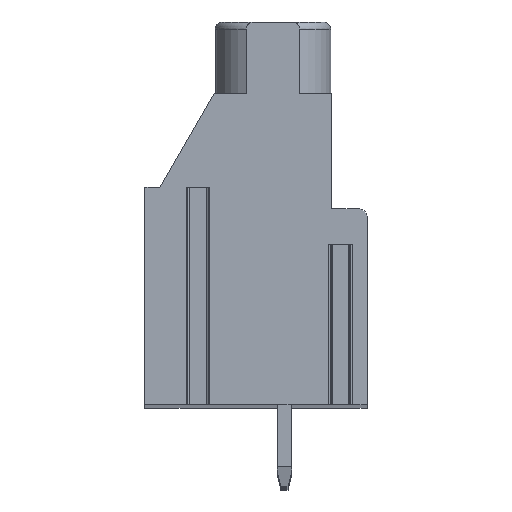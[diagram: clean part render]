
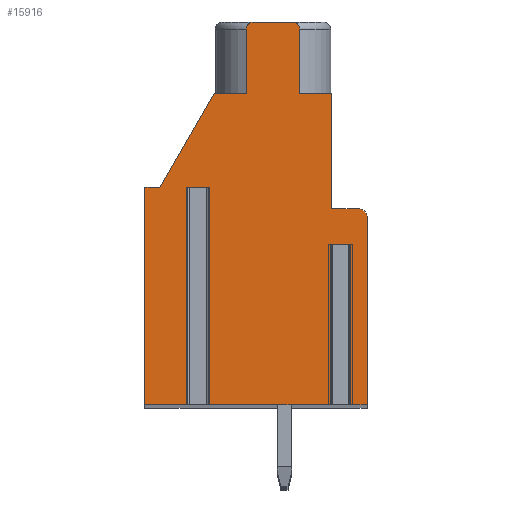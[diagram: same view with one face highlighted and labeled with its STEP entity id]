
A CAD part, top view. The second image highlights one B-rep face of the part: STEP entity #15916.
In plain terms, the highlighted planar face has unit normal (0, 0, 1).
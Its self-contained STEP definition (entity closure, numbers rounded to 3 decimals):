
#65=DIRECTION('',(-1.,0.,0.));
#66=VECTOR('',#65,1.146);
#67=CARTESIAN_POINT('',(-2.127,1.2,117.475));
#68=LINE('',#67,#66);
#69=DIRECTION('',(0.,-1.,0.));
#70=VECTOR('',#69,12.2);
#71=CARTESIAN_POINT('',(-3.273,1.2,117.475));
#72=LINE('',#71,#70);
#73=DIRECTION('',(1.,0.,0.));
#74=VECTOR('',#73,2.427);
#75=CARTESIAN_POINT('',(-5.7,-11.,117.475));
#76=LINE('',#75,#74);
#77=DIRECTION('',(0.,-1.,0.));
#78=VECTOR('',#77,12.2);
#79=CARTESIAN_POINT('',(-5.7,1.2,117.475));
#80=LINE('',#79,#78);
#81=DIRECTION('',(-1.,0.,0.));
#82=VECTOR('',#81,0.84);
#83=CARTESIAN_POINT('',(-4.86,1.2,117.475));
#84=LINE('',#83,#82);
#85=DIRECTION('',(-0.5,-0.866,0.));
#86=VECTOR('',#85,6.12);
#87=CARTESIAN_POINT('',(-1.8,6.5,117.475));
#88=LINE('',#87,#86);
#89=DIRECTION('',(-1.,0.,0.));
#90=VECTOR('',#89,1.8);
#91=CARTESIAN_POINT('',(0.,6.5,117.475));
#92=LINE('',#91,#90);
#93=DIRECTION('',(0.,-1.,0.));
#94=VECTOR('',#93,3.6);
#95=CARTESIAN_POINT('',(0.,10.1,117.475));
#96=LINE('',#95,#94);
#97=CARTESIAN_POINT('',(0.4,10.1,117.475));
#98=DIRECTION('',(0.,0.,1.));
#99=DIRECTION('',(0.,1.,0.));
#100=AXIS2_PLACEMENT_3D('',#97,#98,#99);
#102=DIRECTION('',(-1.,0.,0.));
#103=VECTOR('',#102,2.2);
#104=CARTESIAN_POINT('',(2.6,10.5,117.475));
#105=LINE('',#104,#103);
#106=CARTESIAN_POINT('',(2.6,10.1,117.475));
#107=DIRECTION('',(0.,0.,1.));
#108=DIRECTION('',(1.,0.,0.));
#109=AXIS2_PLACEMENT_3D('',#106,#107,#108);
#111=DIRECTION('',(0.,1.,0.));
#112=VECTOR('',#111,3.6);
#113=CARTESIAN_POINT('',(3.,6.5,117.475));
#114=LINE('',#113,#112);
#115=DIRECTION('',(-1.,0.,0.));
#116=VECTOR('',#115,1.8);
#117=CARTESIAN_POINT('',(4.8,6.5,117.475));
#118=LINE('',#117,#116);
#119=DIRECTION('',(0.,1.,0.));
#120=VECTOR('',#119,6.5);
#121=CARTESIAN_POINT('',(4.8,0.,117.475));
#122=LINE('',#121,#120);
#123=DIRECTION('',(-1.,0.,0.));
#124=VECTOR('',#123,1.5);
#125=CARTESIAN_POINT('',(6.3,0.,117.475));
#126=LINE('',#125,#124);
#127=CARTESIAN_POINT('',(6.3,-0.5,117.475));
#128=DIRECTION('',(0.,0.,1.));
#129=DIRECTION('',(1.,0.,0.));
#130=AXIS2_PLACEMENT_3D('',#127,#128,#129);
#132=DIRECTION('',(0.,1.,0.));
#133=VECTOR('',#132,10.5);
#134=CARTESIAN_POINT('',(6.8,-11.,117.475));
#135=LINE('',#134,#133);
#136=DIRECTION('',(1.,0.,0.));
#137=VECTOR('',#136,0.925);
#138=CARTESIAN_POINT('',(5.875,-11.,117.475));
#139=LINE('',#138,#137);
#140=DIRECTION('',(0.,-1.,0.));
#141=VECTOR('',#140,9.);
#142=CARTESIAN_POINT('',(5.875,-2.,117.475));
#143=LINE('',#142,#141);
#144=DIRECTION('',(-1.,0.,0.));
#145=VECTOR('',#144,1.146);
#146=CARTESIAN_POINT('',(5.875,-2.,117.475));
#147=LINE('',#146,#145);
#148=DIRECTION('',(0.,-1.,0.));
#149=VECTOR('',#148,9.);
#150=CARTESIAN_POINT('',(4.728,-2.,117.475));
#151=LINE('',#150,#149);
#152=DIRECTION('',(1.,0.,0.));
#153=VECTOR('',#152,6.855);
#154=CARTESIAN_POINT('',(-2.127,-11.,117.475));
#155=LINE('',#154,#153);
#156=DIRECTION('',(0.,-1.,0.));
#157=VECTOR('',#156,12.2);
#158=CARTESIAN_POINT('',(-2.127,1.2,117.475));
#159=LINE('',#158,#157);
#12391=CARTESIAN_POINT('',(6.8,-11.,117.475));
#12392=CARTESIAN_POINT('',(6.8,-0.5,117.475));
#12393=VERTEX_POINT('',#12391);
#12394=VERTEX_POINT('',#12392);
#12395=CARTESIAN_POINT('',(6.3,0.,117.475));
#12396=VERTEX_POINT('',#12395);
#12397=CARTESIAN_POINT('',(4.8,0.,117.475));
#12398=VERTEX_POINT('',#12397);
#12399=CARTESIAN_POINT('',(4.8,6.5,117.475));
#12400=VERTEX_POINT('',#12399);
#12401=CARTESIAN_POINT('',(3.,6.5,117.475));
#12402=VERTEX_POINT('',#12401);
#12403=CARTESIAN_POINT('',(3.,10.1,117.475));
#12404=VERTEX_POINT('',#12403);
#12405=CARTESIAN_POINT('',(2.6,10.5,117.475));
#12406=VERTEX_POINT('',#12405);
#12407=CARTESIAN_POINT('',(0.4,10.5,117.475));
#12408=VERTEX_POINT('',#12407);
#12409=CARTESIAN_POINT('',(0.,10.1,117.475));
#12410=VERTEX_POINT('',#12409);
#12411=CARTESIAN_POINT('',(0.,6.5,117.475));
#12412=VERTEX_POINT('',#12411);
#12413=CARTESIAN_POINT('',(-1.8,6.5,117.475));
#12414=VERTEX_POINT('',#12413);
#12415=CARTESIAN_POINT('',(-4.86,1.2,117.475));
#12416=VERTEX_POINT('',#12415);
#12417=CARTESIAN_POINT('',(-5.7,1.2,117.475));
#12418=VERTEX_POINT('',#12417);
#12419=CARTESIAN_POINT('',(-5.7,-11.,117.475));
#12420=VERTEX_POINT('',#12419);
#12577=CARTESIAN_POINT('',(5.875,-2.,117.475));
#12578=CARTESIAN_POINT('',(4.728,-2.,117.475));
#12579=VERTEX_POINT('',#12577);
#12580=VERTEX_POINT('',#12578);
#12581=CARTESIAN_POINT('',(5.875,-11.,117.475));
#12582=VERTEX_POINT('',#12581);
#12583=CARTESIAN_POINT('',(4.728,-11.,117.475));
#12584=VERTEX_POINT('',#12583);
#12609=CARTESIAN_POINT('',(-2.127,1.2,117.475));
#12610=CARTESIAN_POINT('',(-3.273,1.2,117.475));
#12611=VERTEX_POINT('',#12609);
#12612=VERTEX_POINT('',#12610);
#12613=CARTESIAN_POINT('',(-2.127,-11.,117.475));
#12614=VERTEX_POINT('',#12613);
#12615=CARTESIAN_POINT('',(-3.273,-11.,117.475));
#12616=VERTEX_POINT('',#12615);
#15863=CARTESIAN_POINT('',(0.,0.,117.475));
#15864=DIRECTION('',(0.,0.,1.));
#15865=DIRECTION('',(1.,0.,0.));
#15866=AXIS2_PLACEMENT_3D('',#15863,#15864,#15865);
#15867=PLANE('',#15866);
#15869=ORIENTED_EDGE('',*,*,#15868,.T.);
#15871=ORIENTED_EDGE('',*,*,#15870,.T.);
#15873=ORIENTED_EDGE('',*,*,#15872,.F.);
#15875=ORIENTED_EDGE('',*,*,#15874,.F.);
#15877=ORIENTED_EDGE('',*,*,#15876,.F.);
#15879=ORIENTED_EDGE('',*,*,#15878,.F.);
#15881=ORIENTED_EDGE('',*,*,#15880,.F.);
#15883=ORIENTED_EDGE('',*,*,#15882,.F.);
#15885=ORIENTED_EDGE('',*,*,#15884,.F.);
#15887=ORIENTED_EDGE('',*,*,#15886,.F.);
#15889=ORIENTED_EDGE('',*,*,#15888,.F.);
#15891=ORIENTED_EDGE('',*,*,#15890,.F.);
#15893=ORIENTED_EDGE('',*,*,#15892,.F.);
#15895=ORIENTED_EDGE('',*,*,#15894,.F.);
#15897=ORIENTED_EDGE('',*,*,#15896,.F.);
#15899=ORIENTED_EDGE('',*,*,#15898,.F.);
#15901=ORIENTED_EDGE('',*,*,#15900,.F.);
#15903=ORIENTED_EDGE('',*,*,#15902,.F.);
#15905=ORIENTED_EDGE('',*,*,#15904,.F.);
#15907=ORIENTED_EDGE('',*,*,#15906,.T.);
#15909=ORIENTED_EDGE('',*,*,#15908,.T.);
#15911=ORIENTED_EDGE('',*,*,#15910,.F.);
#15913=ORIENTED_EDGE('',*,*,#15912,.F.);
#15914=EDGE_LOOP('',(#15869,#15871,#15873,#15875,#15877,#15879,#15881,#15883,
#15885,#15887,#15889,#15891,#15893,#15895,#15897,#15899,#15901,#15903,#15905,
#15907,#15909,#15911,#15913));
#15915=FACE_OUTER_BOUND('',#15914,.F.);
#101=CIRCLE('',#100,0.4);
#110=CIRCLE('',#109,0.4);
#131=CIRCLE('',#130,0.5);
#15868=EDGE_CURVE('',#12611,#12612,#68,.T.);
#15870=EDGE_CURVE('',#12612,#12616,#72,.T.);
#15872=EDGE_CURVE('',#12420,#12616,#76,.T.);
#15874=EDGE_CURVE('',#12418,#12420,#80,.T.);
#15876=EDGE_CURVE('',#12416,#12418,#84,.T.);
#15878=EDGE_CURVE('',#12414,#12416,#88,.T.);
#15880=EDGE_CURVE('',#12412,#12414,#92,.T.);
#15882=EDGE_CURVE('',#12410,#12412,#96,.T.);
#15884=EDGE_CURVE('',#12408,#12410,#101,.T.);
#15886=EDGE_CURVE('',#12406,#12408,#105,.T.);
#15888=EDGE_CURVE('',#12404,#12406,#110,.T.);
#15890=EDGE_CURVE('',#12402,#12404,#114,.T.);
#15892=EDGE_CURVE('',#12400,#12402,#118,.T.);
#15894=EDGE_CURVE('',#12398,#12400,#122,.T.);
#15896=EDGE_CURVE('',#12396,#12398,#126,.T.);
#15898=EDGE_CURVE('',#12394,#12396,#131,.T.);
#15900=EDGE_CURVE('',#12393,#12394,#135,.T.);
#15902=EDGE_CURVE('',#12582,#12393,#139,.T.);
#15904=EDGE_CURVE('',#12579,#12582,#143,.T.);
#15906=EDGE_CURVE('',#12579,#12580,#147,.T.);
#15908=EDGE_CURVE('',#12580,#12584,#151,.T.);
#15910=EDGE_CURVE('',#12614,#12584,#155,.T.);
#15912=EDGE_CURVE('',#12611,#12614,#159,.T.);
#15916=ADVANCED_FACE('',(#15915),#15867,.T.);
